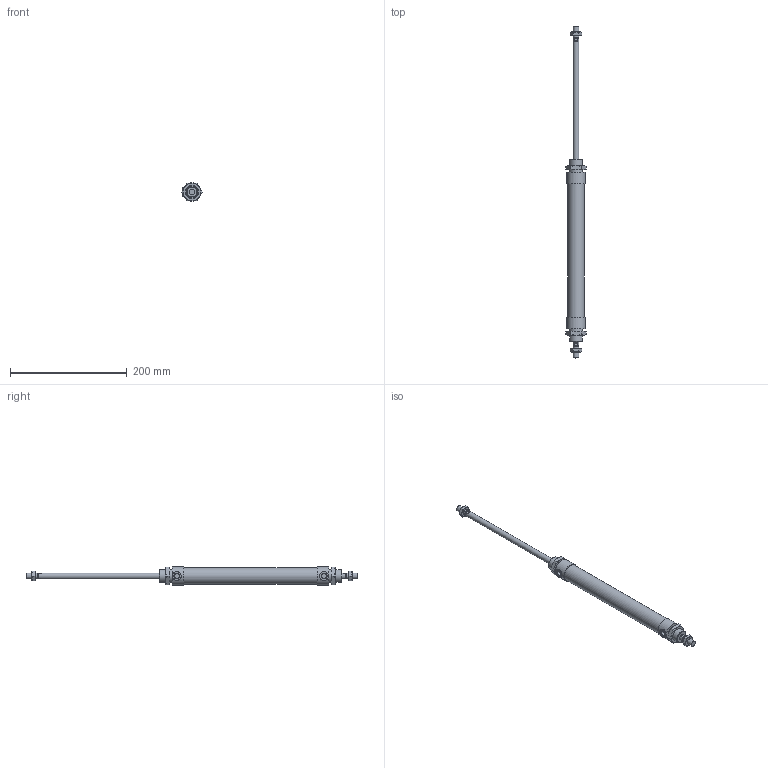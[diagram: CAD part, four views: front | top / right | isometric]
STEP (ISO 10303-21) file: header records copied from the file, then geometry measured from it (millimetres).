
FILE_DESCRIPTION((''),'2;1');
FILE_NAME('1232_25_0200.stp','2006-01-05T14:36:42',('medicfa1'),(''),'Autodesk Inventor 10','Autodesk Inventor 10','');
FILE_SCHEMA(('AUTOMOTIVE_DESIGN { 1 0 10303 214 1 1 1 1 }'));
Length unit declared in the file: millimetre
Products named in the file (5): 1232_25_0200; C1232_25_200; S1232_25_200; 1200_25_05; 1200_25_06
Assembly tree (6 placements, depth 2):
  1232_25_0200
    C1232_25_200
    S1232_25_200
    1200_25_05  x2
    1200_25_06  x2
Bounding box: 34.64 x 568 x 31.5 mm (x, y, z)
Volume: 225826.5 mm3; surface area: 63397.6 mm2
Topology: 6 solids, 6 shells, 141 faces, 299 edges, 178 vertices
Faces by surface type: plane 62, cone 54, cylinder 15, bspline 10
Full cylindrical faces by diameter (mm): 8.7 x2, 8.8 x2, 10 x4, 15 x2, 22 x2, 29 x1, 31.5 x2
Entity records: 2620 total; most frequent: CARTESIAN_POINT 721, DIRECTION 390, ORIENTED_EDGE 324, AXIS2_PLACEMENT_3D 177, EDGE_CURVE 162, EDGE_LOOP 136, VERTEX_POINT 110, FACE_OUTER_BOUND 95
